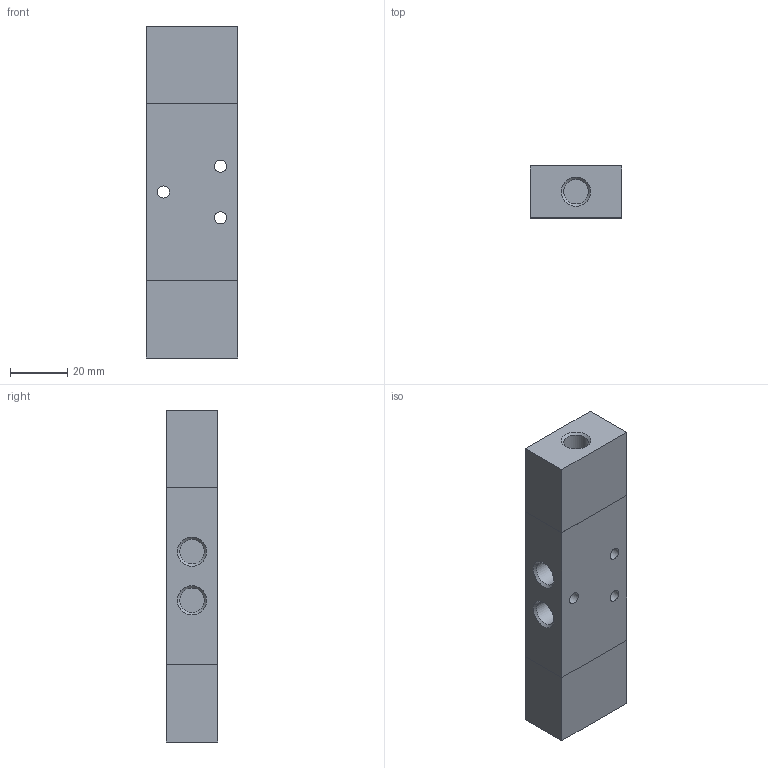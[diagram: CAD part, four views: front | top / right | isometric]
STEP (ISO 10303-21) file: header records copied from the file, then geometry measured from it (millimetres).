
FILE_DESCRIPTION((''),'2;1');
FILE_NAME('228_52_11_11.stp','2006-12-19T09:23:53',('rivolro1'),(''),'Autodesk Inventor 11','Autodesk Inventor 11','');
FILE_SCHEMA(('AUTOMOTIVE_DESIGN { 1 0 10303 214 1 1 1 1 }'));
Length unit declared in the file: millimetre
Products named in the file (1): 228_52_11_11
Bounding box: 32 x 18 x 116 mm (x, y, z)
Volume: 62581 mm3; surface area: 14862.6 mm2
Topology: 1 solids, 1 shells, 40 faces, 80 edges, 51 vertices
Faces by surface type: bspline 21, plane 16, cylinder 3
Full cylindrical faces by diameter (mm): 4.25 x3
Entity records: 1167 total; most frequent: CARTESIAN_POINT 414, DIRECTION 130, ORIENTED_EDGE 126, EDGE_LOOP 72, EDGE_CURVE 63, VERTEX_POINT 51, AXIS2_PLACEMENT_3D 47, FACE_OUTER_BOUND 40
